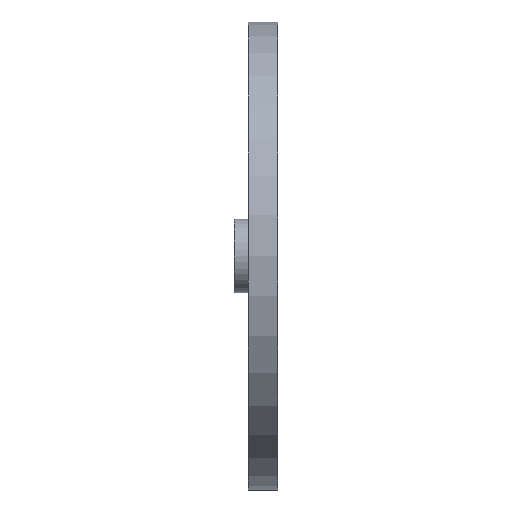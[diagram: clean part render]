
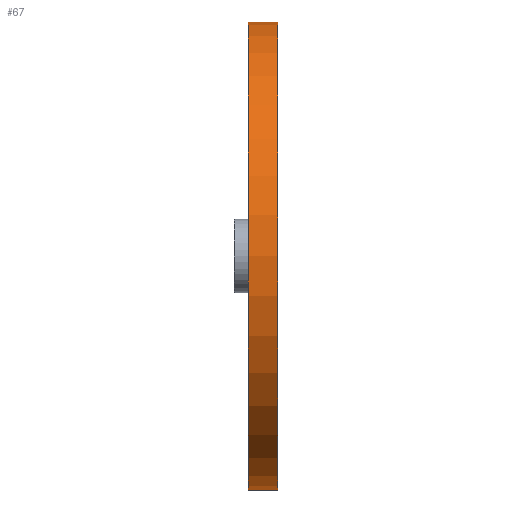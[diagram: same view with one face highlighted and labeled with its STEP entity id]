
A CAD part, top view. The second image highlights one B-rep face of the part: STEP entity #67.
In plain terms, the highlighted cylindrical face has radius 212.8 mm (diameter 425.6 mm), a partial arc.
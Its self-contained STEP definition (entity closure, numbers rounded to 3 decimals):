
#67=ADVANCED_FACE('',(#109),#435,.T.);
#109=FACE_OUTER_BOUND('',#167,.F.);
#167=EDGE_LOOP('',(#283,#284,#285,#286));
#283=ORIENTED_EDGE('',*,*,#611,.F.);
#284=ORIENTED_EDGE('',*,*,#622,.T.);
#285=ORIENTED_EDGE('',*,*,#612,.T.);
#286=ORIENTED_EDGE('',*,*,#621,.T.);
#435=CYLINDRICAL_SURFACE('',#908,212.8);
#477=LINE('',#1354,#513);
#478=LINE('',#1355,#514);
#513=VECTOR('',#1074,27.);
#514=VECTOR('',#1075,27.);
#611=EDGE_CURVE('',#727,#730,#477,.T.);
#612=EDGE_CURVE('',#728,#729,#478,.T.);
#621=EDGE_CURVE('',#729,#730,#719,.T.);
#622=EDGE_CURVE('',#727,#728,#720,.T.);
#719=CIRCLE('',#892,212.8);
#720=CIRCLE('',#893,212.8);
#727=VERTEX_POINT('',#1218);
#728=VERTEX_POINT('',#1219);
#729=VERTEX_POINT('',#1220);
#730=VERTEX_POINT('',#1221);
#892=AXIS2_PLACEMENT_3D('',#1364,#1090,#1091);
#893=AXIS2_PLACEMENT_3D('',#1365,#1092,#1093);
#908=AXIS2_PLACEMENT_3D('',#1406,#1148,#1149);
#1074=DIRECTION('',(1.,0.,0.));
#1075=DIRECTION('',(1.,0.,0.));
#1090=DIRECTION('',(1.,0.,0.));
#1091=DIRECTION('',(0.,1.,0.));
#1092=DIRECTION('',(-1.,0.,0.));
#1093=DIRECTION('',(0.,-1.,0.));
#1148=DIRECTION('',(1.,0.,0.));
#1149=DIRECTION('',(0.,1.,0.));
#1218=CARTESIAN_POINT('',(13.,-212.8,0.));
#1219=CARTESIAN_POINT('',(13.,212.8,0.));
#1220=CARTESIAN_POINT('',(40.,212.8,0.));
#1221=CARTESIAN_POINT('',(40.,-212.8,0.));
#1354=CARTESIAN_POINT('',(13.,-212.8,0.));
#1355=CARTESIAN_POINT('',(13.,212.8,0.));
#1364=CARTESIAN_POINT('',(40.,0.,0.));
#1365=CARTESIAN_POINT('',(13.,0.,0.));
#1406=CARTESIAN_POINT('',(13.,0.,0.));
